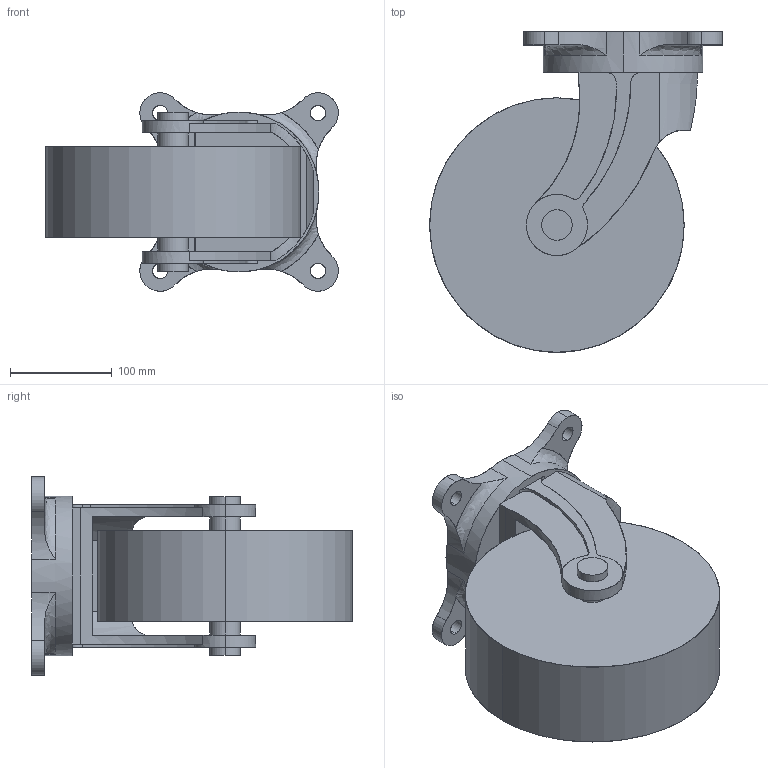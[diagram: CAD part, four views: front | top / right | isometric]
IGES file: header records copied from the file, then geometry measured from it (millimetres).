
Start section: SolidWorks IGES file using analytic representation for surfaces
Global section: file name: K-51-250.IGS; native system: SolidWorks 2012; preprocessor: SolidWorks 2012; author: 0960ts; date: 130416.182143; units: millimetre
Bounding box: 287.5 x 315 x 195 mm (x, y, z)
Surface area: 326533.4 mm2 (no closed solid volume)
Topology: 0 solids, 0 shells, 93 faces, 2197 edges, 2197 vertices
Faces by surface type: revolution 65, bspline 28
